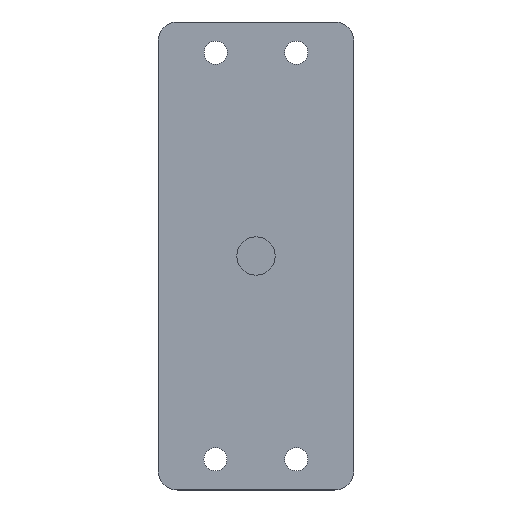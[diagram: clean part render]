
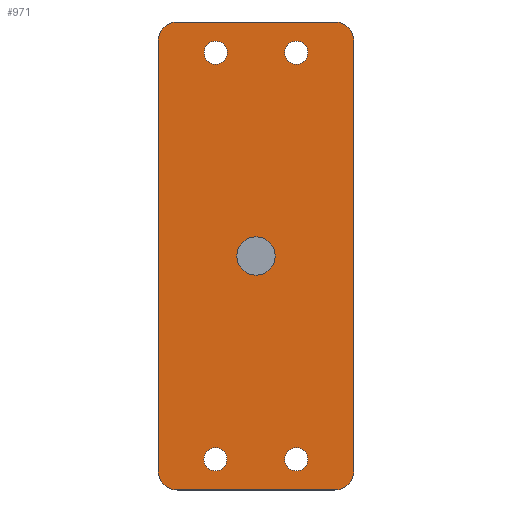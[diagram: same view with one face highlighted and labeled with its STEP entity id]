
A CAD part, left-side view. The second image highlights one B-rep face of the part: STEP entity #971.
In plain terms, the highlighted planar face has unit normal (-1, 0, 0).
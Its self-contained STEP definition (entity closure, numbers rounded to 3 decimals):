
#19=FACE_BOUND('',#121,.T.);
#20=FACE_BOUND('',#122,.T.);
#21=FACE_BOUND('',#123,.T.);
#22=FACE_BOUND('',#124,.T.);
#23=FACE_BOUND('',#125,.T.);
#39=PLANE('',#1040);
#69=FACE_OUTER_BOUND('',#120,.T.);
#120=EDGE_LOOP('',(#679,#680,#681,#682,#683,#684,#685,#686));
#121=EDGE_LOOP('',(#687));
#122=EDGE_LOOP('',(#688));
#123=EDGE_LOOP('',(#689));
#124=EDGE_LOOP('',(#690));
#125=EDGE_LOOP('',(#691));
#188=LINE('',#1445,#283);
#195=LINE('',#1459,#290);
#196=LINE('',#1463,#291);
#197=LINE('',#1467,#292);
#283=VECTOR('',#1152,10.);
#290=VECTOR('',#1161,10.);
#291=VECTOR('',#1164,10.);
#292=VECTOR('',#1167,10.);
#375=CIRCLE('',#1033,2.5);
#378=CIRCLE('',#1038,2.5);
#379=CIRCLE('',#1041,2.5);
#380=CIRCLE('',#1042,2.5);
#381=CIRCLE('',#1043,2.5);
#382=CIRCLE('',#1044,1.5);
#383=CIRCLE('',#1045,1.5);
#384=CIRCLE('',#1046,1.5);
#385=CIRCLE('',#1047,1.5);
#423=VERTEX_POINT('',#1428);
#427=VERTEX_POINT('',#1438);
#428=VERTEX_POINT('',#1440);
#429=VERTEX_POINT('',#1444);
#435=VERTEX_POINT('',#1458);
#436=VERTEX_POINT('',#1460);
#437=VERTEX_POINT('',#1462);
#438=VERTEX_POINT('',#1464);
#439=VERTEX_POINT('',#1466);
#440=VERTEX_POINT('',#1469);
#441=VERTEX_POINT('',#1471);
#442=VERTEX_POINT('',#1473);
#443=VERTEX_POINT('',#1475);
#519=EDGE_CURVE('',#423,#423,#375,.T.);
#524=EDGE_CURVE('',#427,#428,#378,.T.);
#526=EDGE_CURVE('',#428,#429,#188,.T.);
#533=EDGE_CURVE('',#435,#427,#195,.F.);
#534=EDGE_CURVE('',#436,#435,#379,.T.);
#535=EDGE_CURVE('',#437,#436,#196,.T.);
#536=EDGE_CURVE('',#438,#437,#380,.T.);
#537=EDGE_CURVE('',#439,#438,#197,.F.);
#538=EDGE_CURVE('',#429,#439,#381,.T.);
#539=EDGE_CURVE('',#440,#440,#382,.T.);
#540=EDGE_CURVE('',#441,#441,#383,.T.);
#541=EDGE_CURVE('',#442,#442,#384,.T.);
#542=EDGE_CURVE('',#443,#443,#385,.T.);
#679=ORIENTED_EDGE('',*,*,#524,.F.);
#680=ORIENTED_EDGE('',*,*,#533,.F.);
#681=ORIENTED_EDGE('',*,*,#534,.F.);
#682=ORIENTED_EDGE('',*,*,#535,.F.);
#683=ORIENTED_EDGE('',*,*,#536,.F.);
#684=ORIENTED_EDGE('',*,*,#537,.F.);
#685=ORIENTED_EDGE('',*,*,#538,.F.);
#686=ORIENTED_EDGE('',*,*,#526,.F.);
#687=ORIENTED_EDGE('',*,*,#519,.T.);
#688=ORIENTED_EDGE('',*,*,#539,.F.);
#689=ORIENTED_EDGE('',*,*,#540,.F.);
#690=ORIENTED_EDGE('',*,*,#541,.F.);
#691=ORIENTED_EDGE('',*,*,#542,.F.);
#971=ADVANCED_FACE('',(#69,#19,#20,#21,#22,#23),#39,.F.);
#1033=AXIS2_PLACEMENT_3D('',#1429,#1135,#1136);
#1038=AXIS2_PLACEMENT_3D('',#1441,#1147,#1148);
#1040=AXIS2_PLACEMENT_3D('',#1457,#1159,#1160);
#1041=AXIS2_PLACEMENT_3D('',#1461,#1162,#1163);
#1042=AXIS2_PLACEMENT_3D('',#1465,#1165,#1166);
#1043=AXIS2_PLACEMENT_3D('',#1468,#1168,#1169);
#1044=AXIS2_PLACEMENT_3D('',#1470,#1170,#1171);
#1045=AXIS2_PLACEMENT_3D('',#1472,#1172,#1173);
#1046=AXIS2_PLACEMENT_3D('',#1474,#1174,#1175);
#1047=AXIS2_PLACEMENT_3D('',#1476,#1176,#1177);
#1135=DIRECTION('center_axis',(1.,0.,0.));
#1136=DIRECTION('ref_axis',(0.,-1.,0.));
#1147=DIRECTION('center_axis',(1.,0.,0.));
#1148=DIRECTION('ref_axis',(0.,-0.707,0.707));
#1152=DIRECTION('',(0.,0.,-1.));
#1159=DIRECTION('center_axis',(1.,0.,0.));
#1160=DIRECTION('ref_axis',(0.,0.,-1.));
#1161=DIRECTION('',(0.,1.,0.));
#1162=DIRECTION('center_axis',(1.,0.,0.));
#1163=DIRECTION('ref_axis',(0.,0.707,0.707));
#1164=DIRECTION('',(0.,0.,1.));
#1165=DIRECTION('center_axis',(1.,0.,0.));
#1166=DIRECTION('ref_axis',(0.,0.707,-0.707));
#1167=DIRECTION('',(0.,-1.,0.));
#1168=DIRECTION('center_axis',(1.,0.,0.));
#1169=DIRECTION('ref_axis',(0.,-0.707,-0.707));
#1170=DIRECTION('center_axis',(-1.,0.,0.));
#1171=DIRECTION('ref_axis',(0.,-1.,0.));
#1172=DIRECTION('center_axis',(-1.,0.,0.));
#1173=DIRECTION('ref_axis',(0.,-1.,0.));
#1174=DIRECTION('center_axis',(-1.,0.,0.));
#1175=DIRECTION('ref_axis',(0.,-1.,0.));
#1176=DIRECTION('center_axis',(-1.,0.,0.));
#1177=DIRECTION('ref_axis',(0.,-1.,0.));
#1428=CARTESIAN_POINT('',(16.798,28.75,-7.));
#1429=CARTESIAN_POINT('Origin',(16.798,26.25,-7.));
#1438=CARTESIAN_POINT('',(16.798,16.,23.5));
#1440=CARTESIAN_POINT('',(16.798,13.5,21.));
#1441=CARTESIAN_POINT('Origin',(16.798,16.,21.));
#1444=CARTESIAN_POINT('',(16.798,13.5,-35.));
#1445=CARTESIAN_POINT('',(16.798,13.5,-7.197));
#1457=CARTESIAN_POINT('Origin',(16.798,9.5,-7.));
#1458=CARTESIAN_POINT('',(16.798,36.5,23.5));
#1459=CARTESIAN_POINT('',(16.798,9.5,23.5));
#1460=CARTESIAN_POINT('',(16.798,39.,21.));
#1461=CARTESIAN_POINT('Origin',(16.798,36.5,21.));
#1462=CARTESIAN_POINT('',(16.798,39.,-35.));
#1463=CARTESIAN_POINT('',(16.798,39.,4.5));
#1464=CARTESIAN_POINT('',(16.798,36.5,-37.5));
#1465=CARTESIAN_POINT('Origin',(16.798,36.5,-35.));
#1466=CARTESIAN_POINT('',(16.798,16.,-37.5));
#1467=CARTESIAN_POINT('',(16.798,9.5,-37.5));
#1468=CARTESIAN_POINT('Origin',(16.798,16.,-35.));
#1469=CARTESIAN_POINT('',(16.798,22.5,-33.5));
#1470=CARTESIAN_POINT('Origin',(16.798,21.,-33.5));
#1471=CARTESIAN_POINT('',(16.798,33.042,-33.501));
#1472=CARTESIAN_POINT('Origin',(16.798,31.542,-33.501));
#1473=CARTESIAN_POINT('',(16.798,22.5,19.5));
#1474=CARTESIAN_POINT('Origin',(16.798,21.,19.5));
#1475=CARTESIAN_POINT('',(16.798,33.,19.5));
#1476=CARTESIAN_POINT('Origin',(16.798,31.5,19.5));
